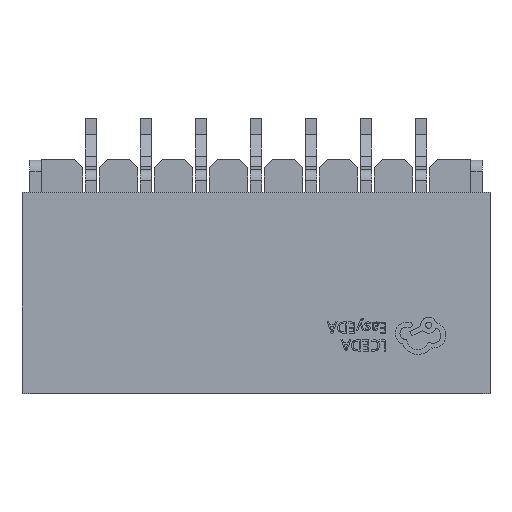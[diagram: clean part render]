
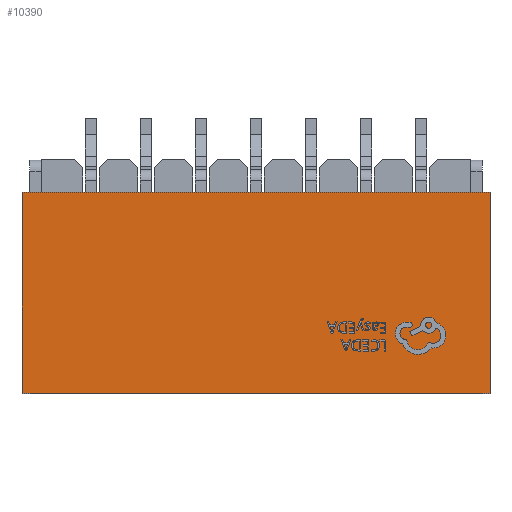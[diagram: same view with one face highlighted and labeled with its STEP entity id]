
A CAD part, top view. The second image highlights one B-rep face of the part: STEP entity #10390.
In plain terms, the highlighted planar face has unit normal (0, 0, 1).
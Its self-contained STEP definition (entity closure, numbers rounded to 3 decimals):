
#527=FACE_OUTER_BOUND('',#1104,.T.);
#1104=EDGE_LOOP('',(#6749,#6750,#6751,#6752));
#1646=LINE('',#13940,#2831);
#1797=LINE('',#14415,#2982);
#1891=LINE('',#14592,#3076);
#1892=LINE('',#14594,#3077);
#2831=VECTOR('',#11572,1.);
#2982=VECTOR('',#11733,1.);
#3076=VECTOR('',#11871,1.);
#3077=VECTOR('',#11874,1.);
#4016=VERTEX_POINT('',#13937);
#4017=VERTEX_POINT('',#13939);
#4177=VERTEX_POINT('',#14412);
#4178=VERTEX_POINT('',#14414);
#4986=EDGE_CURVE('',#4016,#4017,#1646,.T.);
#5148=EDGE_CURVE('',#4178,#4177,#1797,.T.);
#5242=EDGE_CURVE('',#4177,#4017,#1891,.T.);
#5243=EDGE_CURVE('',#4016,#4178,#1892,.T.);
#6749=ORIENTED_EDGE('',*,*,#4986,.F.);
#6750=ORIENTED_EDGE('',*,*,#5243,.T.);
#6751=ORIENTED_EDGE('',*,*,#5148,.T.);
#6752=ORIENTED_EDGE('',*,*,#5242,.T.);
#9411=PLANE('',#11000);
#10390=ADVANCED_FACE('',(#527),#9411,.F.);
#11000=AXIS2_PLACEMENT_3D('',#14595,#11875,#11876);
#11572=DIRECTION('',(1.,0.,0.));
#11733=DIRECTION('',(1.,0.,0.));
#11871=DIRECTION('',(0.,1.,0.));
#11874=DIRECTION('',(0.,-1.,0.));
#11875=DIRECTION('center_axis',(0.,0.,-1.));
#11876=DIRECTION('ref_axis',(-1.,0.,0.));
#13937=CARTESIAN_POINT('',(-4.25,0.868,2.45));
#13939=CARTESIAN_POINT('',(4.25,0.868,2.45));
#13940=CARTESIAN_POINT('',(4.25,0.868,2.45));
#14412=CARTESIAN_POINT('',(4.25,-2.782,2.45));
#14414=CARTESIAN_POINT('',(-4.25,-2.782,2.45));
#14415=CARTESIAN_POINT('',(-4.25,-2.782,2.45));
#14592=CARTESIAN_POINT('',(4.25,-2.782,2.45));
#14594=CARTESIAN_POINT('',(-4.25,-2.782,2.45));
#14595=CARTESIAN_POINT('Origin',(-3.,-0.657,2.45));
